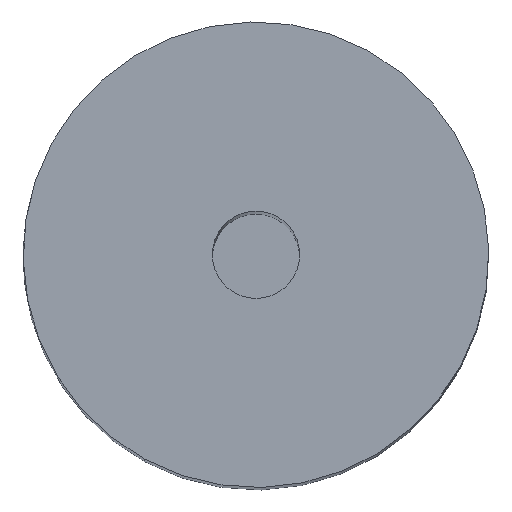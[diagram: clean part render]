
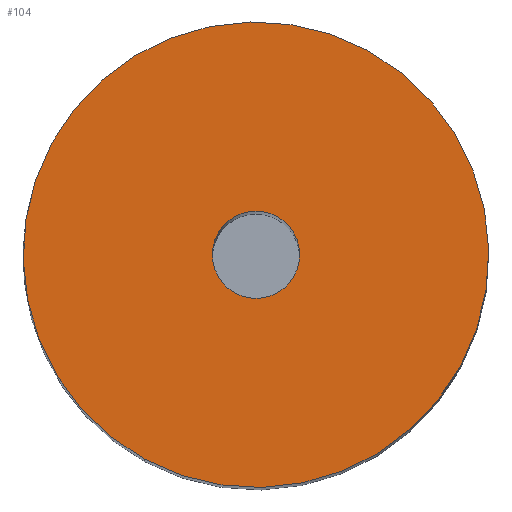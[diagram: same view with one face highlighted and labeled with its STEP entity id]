
A CAD part, top view. The second image highlights one B-rep face of the part: STEP entity #104.
In plain terms, the highlighted planar face has unit normal (0, 0, 1).
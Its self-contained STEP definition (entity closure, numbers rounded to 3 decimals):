
#32=CARTESIAN_POINT('',(-7.671,-14.041,150.));
#33=VERTEX_POINT('',#32);
#34=CARTESIAN_POINT('',(7.671,14.041,150.));
#35=VERTEX_POINT('',#34);
#36=CARTESIAN_POINT('',(0.,0.,150.));
#37=DIRECTION('',(0.,0.,1.));
#38=DIRECTION('',(1.,0.,-0.));
#39=AXIS2_PLACEMENT_3D('',#36,#37,#38);
#40=CIRCLE('',#39,16.);
#41=EDGE_CURVE('',#33,#35,#40,.T.);
#69=CARTESIAN_POINT('',(0.,-14.,150.));
#70=DIRECTION('',(-0.,0.,-1.));
#71=DIRECTION('',(0.,1.,0.));
#72=AXIS2_PLACEMENT_3D('',#69,#70,#71);
#73=PLANE('',#72);
#74=CARTESIAN_POINT('',(0.,-0.,150.));
#75=DIRECTION('',(0.,0.,1.));
#76=DIRECTION('',(1.,0.,-0.));
#77=AXIS2_PLACEMENT_3D('',#74,#75,#76);
#78=CIRCLE('',#77,16.);
#79=EDGE_CURVE('',#35,#33,#78,.T.);
#80=ORIENTED_EDGE('',*,*,#79,.T.);
#81=ORIENTED_EDGE('',*,*,#41,.T.);
#82=EDGE_LOOP('',(#80,#81));
#83=FACE_BOUND('',#82,.T.);
#84=CARTESIAN_POINT('',(-3.,-0.,150.));
#85=VERTEX_POINT('',#84);
#86=CARTESIAN_POINT('',(3.,0.,150.));
#87=VERTEX_POINT('',#86);
#88=CARTESIAN_POINT('',(0.,0.,150.));
#89=DIRECTION('',(0.,0.,1.));
#90=DIRECTION('',(1.,0.,-0.));
#91=AXIS2_PLACEMENT_3D('',#88,#89,#90);
#92=CIRCLE('',#91,3.);
#93=EDGE_CURVE('',#85,#87,#92,.T.);
#94=ORIENTED_EDGE('',*,*,#93,.F.);
#95=CARTESIAN_POINT('',(0.,0.,150.));
#96=DIRECTION('',(0.,0.,1.));
#97=DIRECTION('',(1.,0.,-0.));
#98=AXIS2_PLACEMENT_3D('',#95,#96,#97);
#99=CIRCLE('',#98,3.);
#100=EDGE_CURVE('',#87,#85,#99,.T.);
#101=ORIENTED_EDGE('',*,*,#100,.F.);
#102=EDGE_LOOP('',(#94,#101));
#103=FACE_BOUND('',#102,.T.);
#104=ADVANCED_FACE('NOCUT',(#83,#103),#73,.F.);
